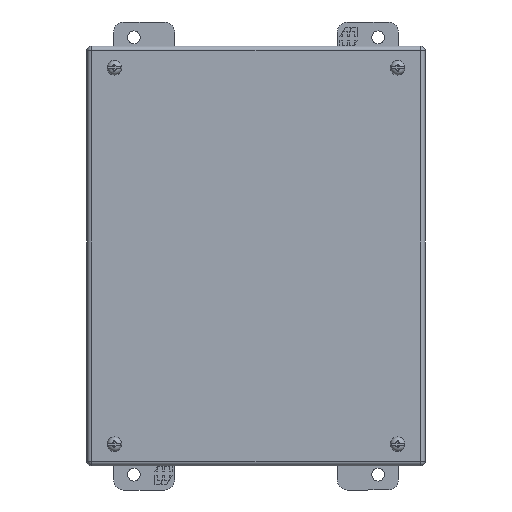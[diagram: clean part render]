
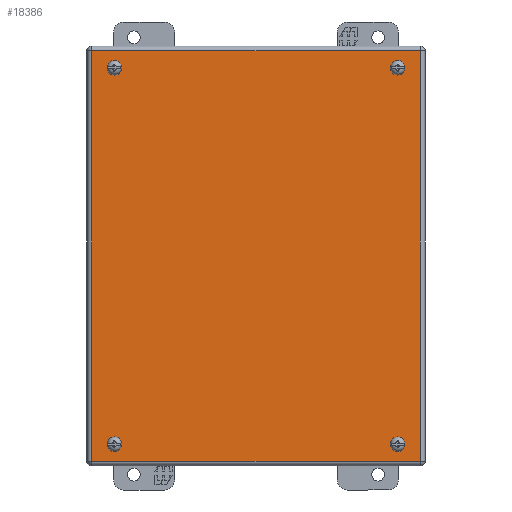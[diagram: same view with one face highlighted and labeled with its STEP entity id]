
A CAD part, front view. The second image highlights one B-rep face of the part: STEP entity #18386.
In plain terms, the highlighted planar face has unit normal (0, -1, 0).
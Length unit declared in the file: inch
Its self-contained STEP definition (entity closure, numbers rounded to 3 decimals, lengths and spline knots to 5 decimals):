
#1204 = DIRECTION ( 'NONE',  ( 1., 0., 0. ) ) ;
#1255 = ORIENTED_EDGE ( 'NONE', *, *, #23590, .T. ) ;
#1289 = VECTOR ( 'NONE', #6987, 39.37008 ) ;
#1617 = VERTEX_POINT ( 'NONE', #2517 ) ;
#2517 = CARTESIAN_POINT ( 'NONE',  ( 4.03794, -4.17205, 5.03782 ) ) ;
#2861 = FACE_OUTER_BOUND ( 'NONE', #18074, .T. ) ;
#4633 = CARTESIAN_POINT ( 'NONE',  ( -4.03748, -4.17205, -5.03789 ) ) ;
#5429 = CARTESIAN_POINT ( 'NONE',  ( 4.03794, -4.17205, 0. ) ) ;
#5579 = DIRECTION ( 'NONE',  ( 0., 0., 1. ) ) ;
#6987 = DIRECTION ( 'NONE',  ( -1., 0., 0. ) ) ;
#8372 = VERTEX_POINT ( 'NONE', #29212 ) ;
#8744 = LINE ( 'NONE', #11767, #1289 ) ;
#9317 = VECTOR ( 'NONE', #1204, 39.37008 ) ;
#9923 = VERTEX_POINT ( 'NONE', #4633 ) ;
#11767 = CARTESIAN_POINT ( 'NONE',  ( 0., -4.17205, 5.03782 ) ) ;
#12301 = VERTEX_POINT ( 'NONE', #23621 ) ;
#12730 = LINE ( 'NONE', #5429, #17981 ) ;
#13281 = LINE ( 'NONE', #22954, #9317 ) ;
#13632 = EDGE_CURVE ( 'NONE', #8372, #1617, #12730, .T. ) ;
#14434 = ORIENTED_EDGE ( 'NONE', *, *, #28052, .T. ) ;
#14792 = CARTESIAN_POINT ( 'NONE',  ( 0., -4.17205, 0. ) ) ;
#15706 = ORIENTED_EDGE ( 'NONE', *, *, #25485, .T. ) ;
#17981 = VECTOR ( 'NONE', #5579, 39.37008 ) ;
#18054 = VECTOR ( 'NONE', #28762, 39.37008 ) ;
#18074 = EDGE_LOOP ( 'NONE', ( #15706, #1255, #27178, #14434 ) ) ;
#18386 = ADVANCED_FACE ( 'NONE', ( #2861 ), #20045, .F. ) ;
#20045 = PLANE ( 'NONE',  #23547 ) ;
#22247 = DIRECTION ( 'NONE',  ( 0., 0., 1. ) ) ;
#22954 = CARTESIAN_POINT ( 'NONE',  ( 0., -4.17205, -5.03789 ) ) ;
#23547 = AXIS2_PLACEMENT_3D ( 'NONE', #14792, #24326, #22247 ) ;
#23590 = EDGE_CURVE ( 'NONE', #9923, #8372, #13281, .T. ) ;
#23621 = CARTESIAN_POINT ( 'NONE',  ( -4.03748, -4.17205, 5.03782 ) ) ;
#24326 = DIRECTION ( 'NONE',  ( 0., 1., 0. ) ) ;
#25485 = EDGE_CURVE ( 'NONE', #12301, #9923, #28900, .T. ) ;
#26179 = CARTESIAN_POINT ( 'NONE',  ( -4.03748, -4.17205, 0. ) ) ;
#27178 = ORIENTED_EDGE ( 'NONE', *, *, #13632, .T. ) ;
#28052 = EDGE_CURVE ( 'NONE', #1617, #12301, #8744, .T. ) ;
#28762 = DIRECTION ( 'NONE',  ( 0., 0., -1. ) ) ;
#28900 = LINE ( 'NONE', #26179, #18054 ) ;
#29212 = CARTESIAN_POINT ( 'NONE',  ( 4.03794, -4.17205, -5.03789 ) ) ;
